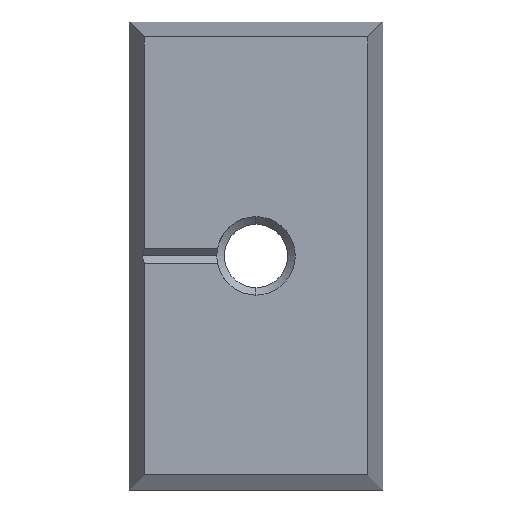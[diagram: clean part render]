
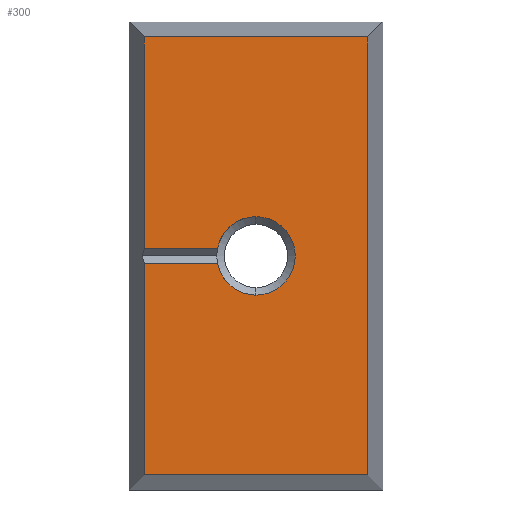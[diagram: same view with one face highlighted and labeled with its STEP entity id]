
A CAD part, top view. The second image highlights one B-rep face of the part: STEP entity #300.
In plain terms, the highlighted planar face has unit normal (0, 0, 1).
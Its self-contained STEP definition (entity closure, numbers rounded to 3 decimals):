
#3 = DIRECTION ( 'NONE',  ( 1., 0., 0. ) ) ;
#36 = LINE ( 'NONE', #561, #498 ) ;
#37 = AXIS2_PLACEMENT_3D ( 'NONE', #433, #77, #494 ) ;
#47 = DIRECTION ( 'NONE',  ( 0., 0., 1. ) ) ;
#65 = ORIENTED_EDGE ( 'NONE', *, *, #409, .T. ) ;
#77 = DIRECTION ( 'NONE',  ( 0., 0., 1. ) ) ;
#78 = FACE_OUTER_BOUND ( 'NONE', #743, .T. ) ;
#84 = CIRCLE ( 'NONE', #405, 2.6 ) ;
#85 = DIRECTION ( 'NONE',  ( 0., 0., 1. ) ) ;
#90 = ORIENTED_EDGE ( 'NONE', *, *, #781, .F. ) ;
#104 = VERTEX_POINT ( 'NONE', #538 ) ;
#110 = VERTEX_POINT ( 'NONE', #595 ) ;
#122 = VERTEX_POINT ( 'NONE', #731 ) ;
#127 = CARTESIAN_POINT ( 'NONE',  ( -2.551, -0.5, 0. ) ) ;
#131 = VERTEX_POINT ( 'NONE', #134 ) ;
#134 = CARTESIAN_POINT ( 'NONE',  ( 0., 2.6, 0. ) ) ;
#168 = CARTESIAN_POINT ( 'NONE',  ( 8.4, 14.5, 0. ) ) ;
#174 = DIRECTION ( 'NONE',  ( 0., -1., 0. ) ) ;
#220 = CIRCLE ( 'NONE', #760, 2.6 ) ;
#225 = VECTOR ( 'NONE', #748, 1000. ) ;
#228 = CARTESIAN_POINT ( 'NONE',  ( 0., 0., 0. ) ) ;
#230 = EDGE_CURVE ( 'NONE', #131, #104, #220, .T. ) ;
#234 = VERTEX_POINT ( 'NONE', #236 ) ;
#236 = CARTESIAN_POINT ( 'NONE',  ( -7.4, -14.5, 0. ) ) ;
#246 = ORIENTED_EDGE ( 'NONE', *, *, #230, .F. ) ;
#264 = LINE ( 'NONE', #432, #718 ) ;
#267 = VERTEX_POINT ( 'NONE', #590 ) ;
#271 = DIRECTION ( 'NONE',  ( -1., 0., 0. ) ) ;
#278 = LINE ( 'NONE', #168, #593 ) ;
#282 = DIRECTION ( 'NONE',  ( 1., 0., 0. ) ) ;
#299 = LINE ( 'NONE', #460, #454 ) ;
#300 = ADVANCED_FACE ( 'NONE', ( #78 ), #496, .T. ) ;
#307 = ORIENTED_EDGE ( 'NONE', *, *, #646, .T. ) ;
#323 = DIRECTION ( 'NONE',  ( 0., 1., 0. ) ) ;
#330 = EDGE_CURVE ( 'NONE', #725, #234, #36, .T. ) ;
#333 = AXIS2_PLACEMENT_3D ( 'NONE', #404, #47, #468 ) ;
#378 = CARTESIAN_POINT ( 'NONE',  ( -7.4, -15.5, 0. ) ) ;
#386 = VERTEX_POINT ( 'NONE', #127 ) ;
#393 = LINE ( 'NONE', #378, #225 ) ;
#398 = VERTEX_POINT ( 'NONE', #602 ) ;
#404 = CARTESIAN_POINT ( 'NONE',  ( 0., 0., 0. ) ) ;
#405 = AXIS2_PLACEMENT_3D ( 'NONE', #439, #85, #501 ) ;
#409 = EDGE_CURVE ( 'NONE', #122, #104, #678, .T. ) ;
#419 = ORIENTED_EDGE ( 'NONE', *, *, #736, .F. ) ;
#432 = CARTESIAN_POINT ( 'NONE',  ( -7.4, -15.5, 0. ) ) ;
#433 = CARTESIAN_POINT ( 'NONE',  ( 0., 0., 0. ) ) ;
#439 = CARTESIAN_POINT ( 'NONE',  ( 0., 0., 0. ) ) ;
#449 = EDGE_CURVE ( 'NONE', #725, #724, #657, .T. ) ;
#454 = VECTOR ( 'NONE', #282, 1000. ) ;
#460 = CARTESIAN_POINT ( 'NONE',  ( -8.598, -0.5, 0. ) ) ;
#468 = DIRECTION ( 'NONE',  ( 1., 0., 0. ) ) ;
#476 = ORIENTED_EDGE ( 'NONE', *, *, #693, .F. ) ;
#481 = CIRCLE ( 'NONE', #37, 2.6 ) ;
#490 = EDGE_CURVE ( 'NONE', #110, #131, #481, .T. ) ;
#492 = ORIENTED_EDGE ( 'NONE', *, *, #610, .F. ) ;
#494 = DIRECTION ( 'NONE',  ( 0., -1., 0. ) ) ;
#496 = PLANE ( 'NONE',  #333 ) ;
#497 = CARTESIAN_POINT ( 'NONE',  ( 7.4, 14.5, 0. ) ) ;
#498 = VECTOR ( 'NONE', #271, 1000. ) ;
#501 = DIRECTION ( 'NONE',  ( 0., -1., 0. ) ) ;
#513 = VECTOR ( 'NONE', #3, 1000. ) ;
#523 = DIRECTION ( 'NONE',  ( 0., 0., 1. ) ) ;
#537 = DIRECTION ( 'NONE',  ( 0., 1., 0. ) ) ;
#538 = CARTESIAN_POINT ( 'NONE',  ( -2.551, 0.5, 0. ) ) ;
#561 = CARTESIAN_POINT ( 'NONE',  ( 8.4, -14.5, 0. ) ) ;
#581 = DIRECTION ( 'NONE',  ( -1., 0., 0. ) ) ;
#590 = CARTESIAN_POINT ( 'NONE',  ( -7.4, -0.5, 0. ) ) ;
#593 = VECTOR ( 'NONE', #581, 1000. ) ;
#595 = CARTESIAN_POINT ( 'NONE',  ( 0., -2.6, 0. ) ) ;
#602 = CARTESIAN_POINT ( 'NONE',  ( -7.4, 14.5, 0. ) ) ;
#610 = EDGE_CURVE ( 'NONE', #267, #386, #299, .T. ) ;
#638 = VECTOR ( 'NONE', #537, 1000. ) ;
#646 = EDGE_CURVE ( 'NONE', #724, #398, #278, .T. ) ;
#657 = LINE ( 'NONE', #671, #638 ) ;
#671 = CARTESIAN_POINT ( 'NONE',  ( 7.4, -15.5, 0. ) ) ;
#678 = LINE ( 'NONE', #730, #513 ) ;
#693 = EDGE_CURVE ( 'NONE', #234, #267, #264, .T. ) ;
#718 = VECTOR ( 'NONE', #323, 1000. ) ;
#722 = ORIENTED_EDGE ( 'NONE', *, *, #490, .F. ) ;
#724 = VERTEX_POINT ( 'NONE', #497 ) ;
#725 = VERTEX_POINT ( 'NONE', #742 ) ;
#730 = CARTESIAN_POINT ( 'NONE',  ( -8.598, 0.5, 0. ) ) ;
#731 = CARTESIAN_POINT ( 'NONE',  ( -7.4, 0.5, 0. ) ) ;
#736 = EDGE_CURVE ( 'NONE', #386, #110, #84, .T. ) ;
#742 = CARTESIAN_POINT ( 'NONE',  ( 7.4, -14.5, 0. ) ) ;
#743 = EDGE_LOOP ( 'NONE', ( #65, #246, #722, #419, #492, #476, #747, #754, #307, #90 ) ) ;
#747 = ORIENTED_EDGE ( 'NONE', *, *, #330, .F. ) ;
#748 = DIRECTION ( 'NONE',  ( 0., 1., 0. ) ) ;
#754 = ORIENTED_EDGE ( 'NONE', *, *, #449, .T. ) ;
#760 = AXIS2_PLACEMENT_3D ( 'NONE', #228, #523, #174 ) ;
#781 = EDGE_CURVE ( 'NONE', #122, #398, #393, .T. ) ;
